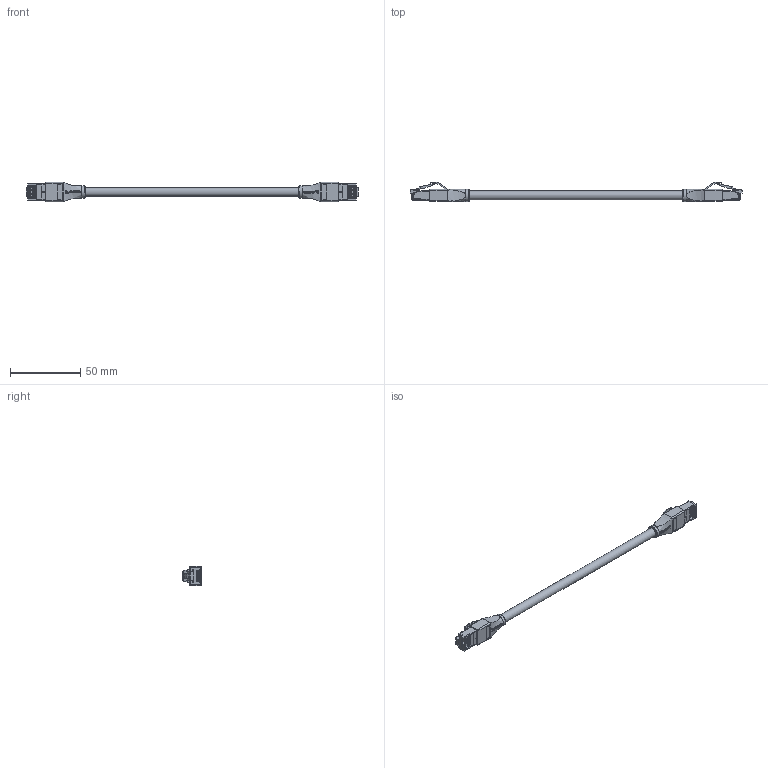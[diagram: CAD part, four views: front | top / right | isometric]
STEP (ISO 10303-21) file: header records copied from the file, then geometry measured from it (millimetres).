
FILE_DESCRIPTION (( 'STEP AP214' ), '1' );
FILE_NAME ('TRD855ODSLZ.STEP', '2018-04-06T14:09:32', ( '' ), ( '' ), 'SwSTEP 2.0', 'SolidWorks 2017', '' );
FILE_SCHEMA (( 'AUTOMOTIVE_DESIGN' ));
Length unit declared in the file: inch
Products named in the file (10): 1AD03-013-MA4_crimped strain relief; 1AD03-013-MA1; 1AD03-013-MA2; 1AD03-013-MA3; 1AY01-034_NEW LOGO, entry size not shown; 1AL03-136; TRD855ODSLZ; 1AD03-013 and 1AY01-034-4; 1AD03-013_crimped; TDS8PC5-MA3
Assembly tree (17 placements, depth 4):
  TRD855ODSLZ
    1AL03-136
    1AD03-013 and 1AY01-034-4  x2
      1AY01-034_NEW LOGO, entry size not shown
      1AD03-013_crimped
        1AD03-013-MA3
        1AD03-013-MA2
        1AD03-013-MA1
        1AD03-013-MA4_crimped strain relief
        TDS8PC5-MA3  x8
Bounding box: 236.94 x 14.16 x 13.67 mm (x, y, z)
Volume: 9225.3 mm3; surface area: 13473.7 mm2
Topology: 27 solids, 27 shells, 1551 faces, 4337 edges, 2782 vertices
Faces by surface type: plane 1102, cylinder 283, bspline 128, sphere 32, torus 6
Full cylindrical faces by diameter (mm): 1.1 x16, 1.321 x4, 5.334 x2, 6.35 x2, 6.401 x1, 6.502 x2, 8.738 x2
Entity records: 21873 total; most frequent: CARTESIAN_POINT 6383, ORIENTED_EDGE 3398, DIRECTION 2706, EDGE_CURVE 1699, VECTOR 1172, LINE 1172, VERTEX_POINT 1093, AXIS2_PLACEMENT_3D 767
